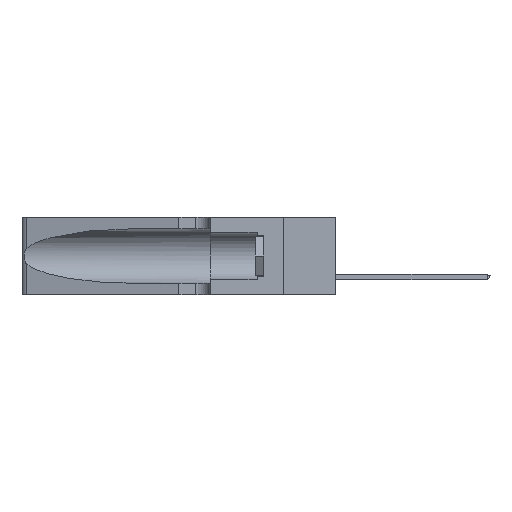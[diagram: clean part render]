
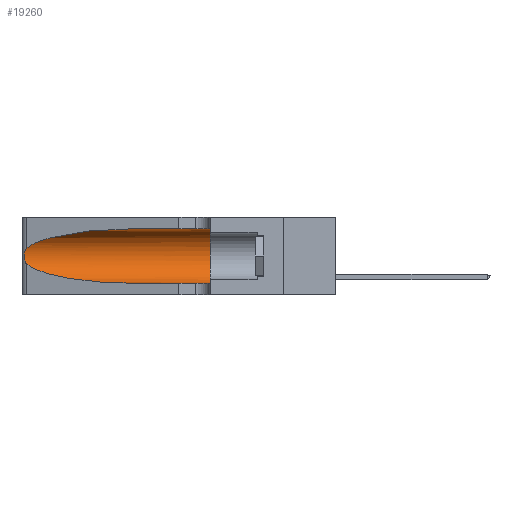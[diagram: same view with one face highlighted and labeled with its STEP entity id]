
A CAD part, left-side view. The second image highlights one B-rep face of the part: STEP entity #19260.
In plain terms, the highlighted cylindrical face has radius 3.308 mm (diameter 6.617 mm), a partial arc.
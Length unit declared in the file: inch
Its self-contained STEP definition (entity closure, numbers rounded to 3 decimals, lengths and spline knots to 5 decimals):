
#467 = CARTESIAN_POINT ( 'NONE',  ( 0.1305, 1.61858, 0.31525 ) ) ;
#575 = CYLINDRICAL_SURFACE ( 'NONE', #11993, 0.13025 ) ;
#1034 = B_SPLINE_CURVE_WITH_KNOTS ( 'NONE', 3,
 ( #2900, #23130, #20889, #25705, #3015, #15887, #18553, #26032, #2791, #5496, #21008, #13100, #25819, #5172 ),
 .UNSPECIFIED., .F., .F.,
 ( 4, 2, 2, 2, 2, 2, 4 ),
 ( 0., 0.00027, 0.00053, 0.00107, 0.0016, 0.00187, 0.00214 ),
 .UNSPECIFIED. ) ;
#1608 = VERTEX_POINT ( 'NONE', #16717 ) ;
#1783 = LINE ( 'NONE', #32672, #9029 ) ;
#1991 = DIRECTION ( 'NONE',  ( 0., -1., 0. ) ) ;
#2256 = FACE_OUTER_BOUND ( 'NONE', #31375, .T. ) ;
#2791 = CARTESIAN_POINT ( 'NONE',  ( 0.26017, 1.23833, 0.17102 ) ) ;
#2900 = CARTESIAN_POINT ( 'NONE',  ( 0.25487, 1.22718, 0.22369 ) ) ;
#2971 = DIRECTION ( 'NONE',  ( 0., -1., 0. ) ) ;
#3015 = CARTESIAN_POINT ( 'NONE',  ( 0.25854, 1.2359, 0.20912 ) ) ;
#3051 = LINE ( 'NONE', #467, #25196 ) ;
#4730 = EDGE_CURVE ( 'NONE', #9720, #28907, #22563, .T. ) ;
#5172 = CARTESIAN_POINT ( 'NONE',  ( 0.25487, 1.22718, 0.14631 ) ) ;
#5496 = CARTESIAN_POINT ( 'NONE',  ( 0.25856, 1.23593, 0.16098 ) ) ;
#6160 = VERTEX_POINT ( 'NONE', #23926 ) ;
#6316 = CARTESIAN_POINT ( 'NONE',  ( 0.18966, 0.96281, 0.05475 ) ) ;
#6697 = EDGE_CURVE ( 'NONE', #8353, #32968, #1034, .T. ) ;
#8353 = VERTEX_POINT ( 'NONE', #12089 ) ;
#9029 = VECTOR ( 'NONE', #1991, 39.37008 ) ;
#9601 = EDGE_CURVE ( 'NONE', #1608, #9720, #3051, .T. ) ;
#9720 = VERTEX_POINT ( 'NONE', #13832 ) ;
#10951 = DIRECTION ( 'NONE',  ( 0., -1., 0. ) ) ;
#11082 = CARTESIAN_POINT ( 'NONE',  ( 0.25487, 1.22718, 0.14631 ) ) ;
#11993 = AXIS2_PLACEMENT_3D ( 'NONE', #26227, #10951, #13750 ) ;
#12089 = CARTESIAN_POINT ( 'NONE',  ( 0.25487, 1.22718, 0.22369 ) ) ;
#13100 = CARTESIAN_POINT ( 'NONE',  ( 0.25639, 1.23186, 0.15144 ) ) ;
#13750 = DIRECTION ( 'NONE',  ( 0., 0., -1. ) ) ;
#13832 = CARTESIAN_POINT ( 'NONE',  ( 0.1305, 0.35, 0.31525 ) ) ;
#13918 = CARTESIAN_POINT ( 'NONE',  ( 0.1305, 0.72297, 0.31525 ) ) ;
#14033 = CARTESIAN_POINT ( 'NONE',  ( 0.25487, 1.22718, 0.22369 ) ) ;
#14691 = AXIS2_PLACEMENT_3D ( 'NONE', #20758, #31223, #25997 ) ;
#15887 = CARTESIAN_POINT ( 'NONE',  ( 0.26018, 1.23835, 0.19895 ) ) ;
#16717 = CARTESIAN_POINT ( 'NONE',  ( 0.1305, 0.72297, 0.31525 ) ) ;
#16967 = CARTESIAN_POINT ( 'NONE',  ( 0.1305, 0.35, 0.05475 ) ) ;
#18553 = CARTESIAN_POINT ( 'NONE',  ( 0.26075, 1.23896, 0.19203 ) ) ;
#19260 = ADVANCED_FACE ( 'NONE', ( #2256 ), #575, .F. ) ;
#20758 = CARTESIAN_POINT ( 'NONE',  ( 0.1305, 0.35, 0.185 ) ) ;
#20889 = CARTESIAN_POINT ( 'NONE',  ( 0.25639, 1.23184, 0.21858 ) ) ;
#21008 = CARTESIAN_POINT ( 'NONE',  ( 0.25789, 1.23486, 0.15765 ) ) ;
#21321 = ORIENTED_EDGE ( 'NONE', *, *, #4730, .F. ) ;
#21568 = CARTESIAN_POINT ( 'NONE',  ( 0.2373, 1.15595, 0.08982 ) ) ;
#21682 = ORIENTED_EDGE ( 'NONE', *, *, #22642, .T. ) ;
#21946 = CARTESIAN_POINT ( 'NONE',  ( 0.18966, 0.96281, 0.31525 ) ) ;
#22563 = CIRCLE ( 'NONE', #14691, 0.13025 ) ;
#22642 = EDGE_CURVE ( 'NONE', #1608, #8353, #32289, .T. ) ;
#23130 = CARTESIAN_POINT ( 'NONE',  ( 0.25555, 1.22994, 0.2215 ) ) ;
#23315 = ORIENTED_EDGE ( 'NONE', *, *, #9601, .F. ) ;
#23926 = CARTESIAN_POINT ( 'NONE',  ( 0.1305, 0.72297, 0.05475 ) ) ;
#24244 = CARTESIAN_POINT ( 'NONE',  ( 0.1305, 0.72297, 0.05475 ) ) ;
#24694 = ORIENTED_EDGE ( 'NONE', *, *, #25208, .T. ) ;
#25062 = ORIENTED_EDGE ( 'NONE', *, *, #6697, .T. ) ;
#25196 = VECTOR ( 'NONE', #2971, 39.37008 ) ;
#25208 = EDGE_CURVE ( 'NONE', #6160, #28907, #1783, .T. ) ;
#25705 = CARTESIAN_POINT ( 'NONE',  ( 0.25787, 1.23484, 0.2124 ) ) ;
#25819 = CARTESIAN_POINT ( 'NONE',  ( 0.25555, 1.22993, 0.14849 ) ) ;
#25997 = DIRECTION ( 'NONE',  ( 0., 0., 1. ) ) ;
#26032 = CARTESIAN_POINT ( 'NONE',  ( 0.26075, 1.23896, 0.178 ) ) ;
#26227 = CARTESIAN_POINT ( 'NONE',  ( 0.1305, 1.61858, 0.185 ) ) ;
#27096 = CARTESIAN_POINT ( 'NONE',  ( 0.2373, 1.15595, 0.28018 ) ) ;
#28082 = CARTESIAN_POINT ( 'NONE',  ( 0.25487, 1.22718, 0.14631 ) ) ;
#28809 =( BOUNDED_CURVE ( )  B_SPLINE_CURVE ( 3, ( #11082, #21568, #6316, #24244 ),
 .UNSPECIFIED., .F., .F. ) 
 B_SPLINE_CURVE_WITH_KNOTS ( ( 4, 4 ),
 ( 3.44316, 4.71239 ),
 .UNSPECIFIED. ) 
 CURVE ( )  GEOMETRIC_REPRESENTATION_ITEM ( )  RATIONAL_B_SPLINE_CURVE ( ( 1., 0.87, 0.87, 1. ) ) 
 REPRESENTATION_ITEM ( '' )  );
#28907 = VERTEX_POINT ( 'NONE', #16967 ) ;
#31223 = DIRECTION ( 'NONE',  ( 0., 1., 0. ) ) ;
#31282 = ORIENTED_EDGE ( 'NONE', *, *, #32749, .T. ) ;
#31375 = EDGE_LOOP ( 'NONE', ( #21682, #25062, #31282, #24694, #21321, #23315 ) ) ;
#32289 =( BOUNDED_CURVE ( )  B_SPLINE_CURVE ( 3, ( #13918, #21946, #27096, #14033 ),
 .UNSPECIFIED., .F., .T. ) 
 B_SPLINE_CURVE_WITH_KNOTS ( ( 4, 4 ),
 ( 1.5708, 2.84003 ),
 .UNSPECIFIED. ) 
 CURVE ( )  GEOMETRIC_REPRESENTATION_ITEM ( )  RATIONAL_B_SPLINE_CURVE ( ( 1., 0.87, 0.87, 1. ) ) 
 REPRESENTATION_ITEM ( '' )  );
#32672 = CARTESIAN_POINT ( 'NONE',  ( 0.1305, 1.61858, 0.05475 ) ) ;
#32749 = EDGE_CURVE ( 'NONE', #32968, #6160, #28809, .T. ) ;
#32968 = VERTEX_POINT ( 'NONE', #28082 ) ;
